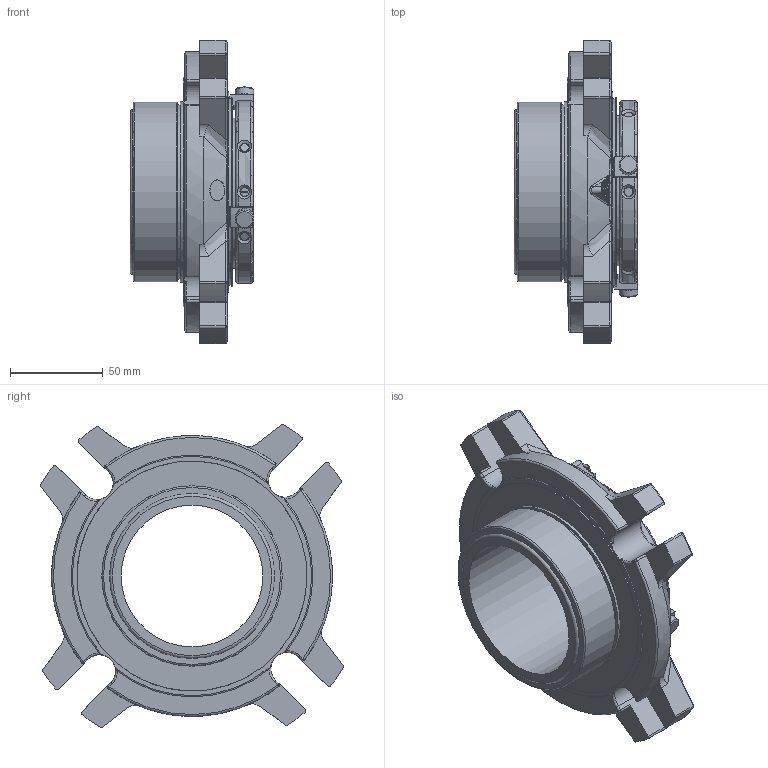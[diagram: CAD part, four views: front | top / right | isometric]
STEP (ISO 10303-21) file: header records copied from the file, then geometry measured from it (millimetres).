
FILE_DESCRIPTION(/* description */ ('Unknown'),/* implementation_level */ '2;1');
FILE_NAME(/* name */ '3.000',/* time_stamp */ '2023-04-03T16:24:15+01:00',/* author */ ('Unknown'),/* organization */ ('Unknown'),/* preprocessor_version */ 'ST-DEVELOPER v18.102',/* originating_system */ 'Solid Edge',/* authorisation */ 'Unknown');
FILE_SCHEMA (('AUTOMOTIVE_DESIGN {1 0 10303 214 3 1 1}'));
Length unit declared in the file: millimetre
Products named in the file (1): 3.000
Bounding box: 66.56 x 163.22 x 163.22 mm (x, y, z)
Volume: 430317.3 mm3; surface area: 85484.1 mm2
Topology: 1 solids, 1 shells, 560 faces, 1517 edges, 929 vertices
Faces by surface type: cylinder 229, plane 154, torus 67, sphere 40, bspline 39, cone 31
Full cylindrical faces by diameter (mm): 2.648 x1, 4.912 x2, 5.994 x3, 9.99 x3, 11.252 x3, 76.2 x1, 79.27 x2, 88.786 x1, 93.683 x1, 96.728 x1, 97.058 x1, 100.33 x1, 101.854 x1, 123.701 x1
Entity records: 21748 total; most frequent: CARTESIAN_POINT 4588, DIRECTION 2771, ORIENTED_EDGE 2770, EDGE_CURVE 1385, AXIS2_PLACEMENT_3D 1127, VERTEX_POINT 878, EDGE_LOOP 649, FACE_BOUND 649
